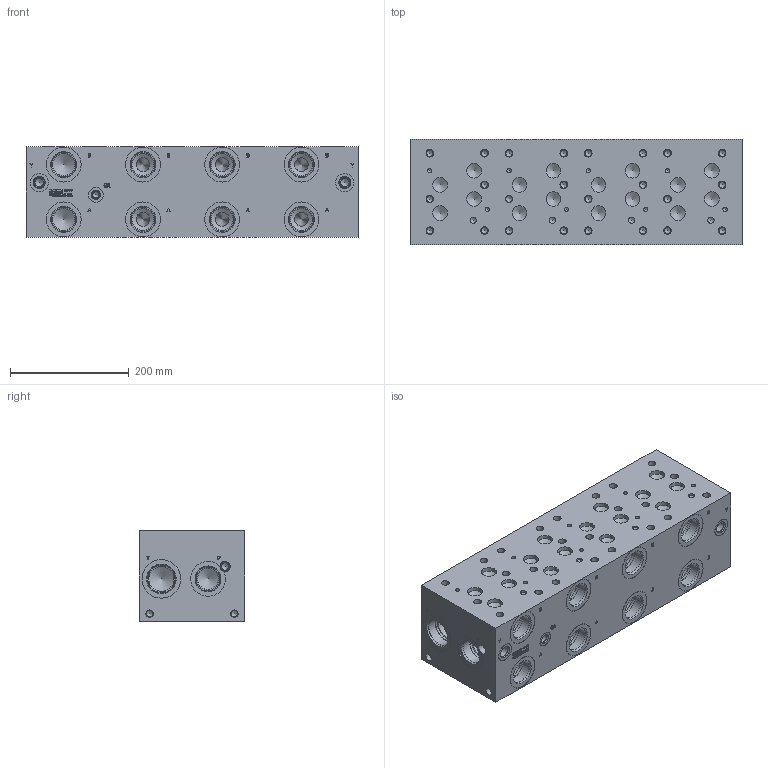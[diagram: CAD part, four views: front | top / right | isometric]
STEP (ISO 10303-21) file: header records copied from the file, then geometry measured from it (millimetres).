
FILE_DESCRIPTION(/* description */ (''),/* implementation_level */ '2;1');
FILE_NAME(/* name */ '_D08HP045S.stp',/* time_stamp */ '2020-03-13T10:11:26-04:00',/* author */ ('devonn'),/* organization */ (''),/* preprocessor_version */ 'ST-DEVELOPER v17',/* originating_system */ 'Autodesk Inventor 2019',/* authorisation */ '');
FILE_SCHEMA (('AUTOMOTIVE_DESIGN { 1 0 10303 214 3 1 1 }'));
Length unit declared in the file: millimetre
Products named in the file (1): Part_DD08HP045S_3D
Bounding box: 558.8 x 177.8 x 152.4 mm (x, y, z)
Volume: 14264845.7 mm3; surface area: 543017.2 mm2
Topology: 1 solids, 1 shells, 939 faces, 2556 edges, 1737 vertices
Faces by surface type: plane 472, bspline 182, cylinder 165, cone 120
Full cylindrical faces by diameter (mm): 7.137 x8, 10.719 x33, 12.7 x30, 12.9 x1, 14.275 x5, 14.529 x1, 17.297 x2, 17.501 x2, 19.05 x2, 19.253 x2, 24.613 x16, 25.019 x1, 30.632 x2, 35.712 x2, 36.906 x8, 39.218 x10, 41.275 x7, 41.28 x3, 41.758 x3, 42.062 x2, 43.51 x7, 45.568 x2, 47.625 x2, 48.057 x2, 58.572 x8, 65.126 x2
Entity records: 31052 total; most frequent: CARTESIAN_POINT 7526, ORIENTED_EDGE 4966, DIRECTION 4235, EDGE_CURVE 2483, VERTEX_POINT 1737, LINE 1519, VECTOR 1519, AXIS2_PLACEMENT_3D 1358
